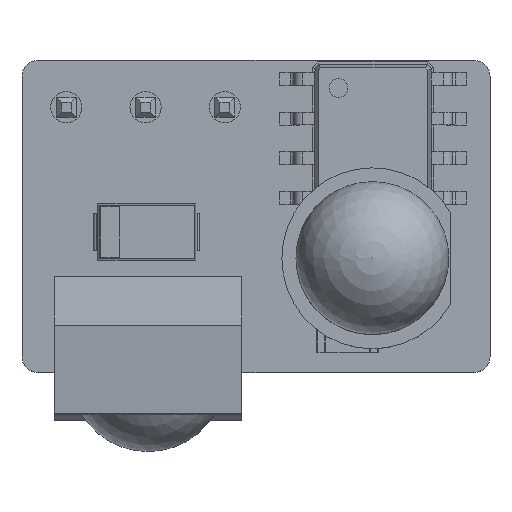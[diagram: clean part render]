
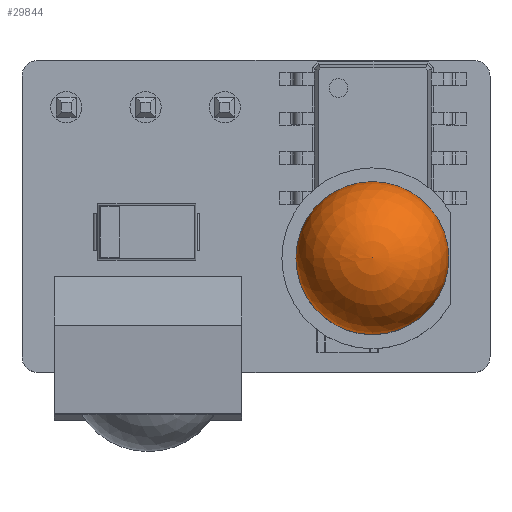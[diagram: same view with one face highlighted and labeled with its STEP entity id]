
A CAD part, top view. The second image highlights one B-rep face of the part: STEP entity #29844.
In plain terms, the highlighted spherical face has radius 2.45 mm.
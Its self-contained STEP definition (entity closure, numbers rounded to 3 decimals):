
#29844 = ADVANCED_FACE('',(#29845),#29860,.T.);
#29845 = FACE_BOUND('',#29846,.T.);
#29846 = EDGE_LOOP('',(#29847,#29922,#29923));
#29847 = ORIENTED_EDGE('',*,*,#29848,.T.);
#29848 = EDGE_CURVE('',#29849,#29851,#29853,.T.);
#29849 = VERTEX_POINT('',#29850);
#29850 = CARTESIAN_POINT('',(3.72,0.,9.15));
#29851 = VERTEX_POINT('',#29852);
#29852 = CARTESIAN_POINT('',(1.27,0.,11.6));
#29853 = SEAM_CURVE('',#29854,(#29859,#29893),.PCURVE_S1.);
#29854 = CIRCLE('',#29855,2.45);
#29855 = AXIS2_PLACEMENT_3D('',#29856,#29857,#29858);
#29856 = CARTESIAN_POINT('',(1.27,0.,9.15));
#29857 = DIRECTION('',(0.,-1.,0.));
#29858 = DIRECTION('',(1.,0.,0.));
#29859 = PCURVE('',#29860,#29865);
#29860 = SPHERICAL_SURFACE('',#29861,2.45);
#29861 = AXIS2_PLACEMENT_3D('',#29862,#29863,#29864);
#29862 = CARTESIAN_POINT('',(1.27,0.,9.15));
#29863 = DIRECTION('',(0.,0.,1.));
#29864 = DIRECTION('',(1.,0.,0.));
#29865 = DEFINITIONAL_REPRESENTATION('',(#29866),#29892);
#29866 = B_SPLINE_CURVE_WITH_KNOTS('',3,(#29867,#29868,#29869,#29870,
    #29871,#29872,#29873,#29874,#29875,#29876,#29877,#29878,#29879,
    #29880,#29881,#29882,#29883,#29884,#29885,#29886,#29887,#29888,
    #29889,#29890,#29891),.UNSPECIFIED.,.F.,.F.,(4,1,1,1,1,1,1,1,1,1,1,1
    ,1,1,1,1,1,1,1,1,1,1,4),(0.,0.071,0.143,
    0.214,0.286,0.357,0.428,
    0.5,0.571,0.643,0.714,
    0.785,0.857,0.928,1.,
    1.071,1.142,1.214,1.285,
    1.357,1.428,1.499,1.571),
  .QUASI_UNIFORM_KNOTS.);
#29867 = CARTESIAN_POINT('',(6.283,0.));
#29868 = CARTESIAN_POINT('',(6.283,0.024));
#29869 = CARTESIAN_POINT('',(6.283,0.071));
#29870 = CARTESIAN_POINT('',(6.283,0.143));
#29871 = CARTESIAN_POINT('',(6.283,0.214));
#29872 = CARTESIAN_POINT('',(6.283,0.286));
#29873 = CARTESIAN_POINT('',(6.283,0.357));
#29874 = CARTESIAN_POINT('',(6.283,0.428));
#29875 = CARTESIAN_POINT('',(6.283,0.5));
#29876 = CARTESIAN_POINT('',(6.283,0.571));
#29877 = CARTESIAN_POINT('',(6.283,0.643));
#29878 = CARTESIAN_POINT('',(6.283,0.714));
#29879 = CARTESIAN_POINT('',(6.283,0.785));
#29880 = CARTESIAN_POINT('',(6.283,0.857));
#29881 = CARTESIAN_POINT('',(6.283,0.928));
#29882 = CARTESIAN_POINT('',(6.283,1.));
#29883 = CARTESIAN_POINT('',(6.283,1.071));
#29884 = CARTESIAN_POINT('',(6.283,1.142));
#29885 = CARTESIAN_POINT('',(6.283,1.214));
#29886 = CARTESIAN_POINT('',(6.283,1.285));
#29887 = CARTESIAN_POINT('',(6.283,1.357));
#29888 = CARTESIAN_POINT('',(6.283,1.428));
#29889 = CARTESIAN_POINT('',(6.283,1.499));
#29890 = CARTESIAN_POINT('',(6.283,1.547));
#29891 = CARTESIAN_POINT('',(6.283,1.571));
#29892 = ( GEOMETRIC_REPRESENTATION_CONTEXT(2) 
PARAMETRIC_REPRESENTATION_CONTEXT() REPRESENTATION_CONTEXT('2D SPACE',''
  ) );
#29893 = PCURVE('',#29860,#29894);
#29894 = DEFINITIONAL_REPRESENTATION('',(#29895),#29921);
#29895 = B_SPLINE_CURVE_WITH_KNOTS('',3,(#29896,#29897,#29898,#29899,
    #29900,#29901,#29902,#29903,#29904,#29905,#29906,#29907,#29908,
    #29909,#29910,#29911,#29912,#29913,#29914,#29915,#29916,#29917,
    #29918,#29919,#29920),.UNSPECIFIED.,.F.,.F.,(4,1,1,1,1,1,1,1,1,1,1,1
    ,1,1,1,1,1,1,1,1,1,1,4),(0.,0.071,0.143,
    0.214,0.286,0.357,0.428,
    0.5,0.571,0.643,0.714,
    0.785,0.857,0.928,1.,
    1.071,1.142,1.214,1.285,
    1.357,1.428,1.499,1.571),
  .QUASI_UNIFORM_KNOTS.);
#29896 = CARTESIAN_POINT('',(0.,0.));
#29897 = CARTESIAN_POINT('',(0.,0.024));
#29898 = CARTESIAN_POINT('',(0.,0.071));
#29899 = CARTESIAN_POINT('',(0.,0.143));
#29900 = CARTESIAN_POINT('',(0.,0.214));
#29901 = CARTESIAN_POINT('',(0.,0.286));
#29902 = CARTESIAN_POINT('',(0.,0.357));
#29903 = CARTESIAN_POINT('',(0.,0.428));
#29904 = CARTESIAN_POINT('',(0.,0.5));
#29905 = CARTESIAN_POINT('',(0.,0.571));
#29906 = CARTESIAN_POINT('',(0.,0.643));
#29907 = CARTESIAN_POINT('',(0.,0.714));
#29908 = CARTESIAN_POINT('',(0.,0.785));
#29909 = CARTESIAN_POINT('',(0.,0.857));
#29910 = CARTESIAN_POINT('',(0.,0.928));
#29911 = CARTESIAN_POINT('',(0.,1.));
#29912 = CARTESIAN_POINT('',(0.,1.071));
#29913 = CARTESIAN_POINT('',(0.,1.142));
#29914 = CARTESIAN_POINT('',(0.,1.214));
#29915 = CARTESIAN_POINT('',(0.,1.285));
#29916 = CARTESIAN_POINT('',(0.,1.357));
#29917 = CARTESIAN_POINT('',(0.,1.428));
#29918 = CARTESIAN_POINT('',(0.,1.499));
#29919 = CARTESIAN_POINT('',(0.,1.547));
#29920 = CARTESIAN_POINT('',(0.,1.571));
#29921 = ( GEOMETRIC_REPRESENTATION_CONTEXT(2) 
PARAMETRIC_REPRESENTATION_CONTEXT() REPRESENTATION_CONTEXT('2D SPACE',''
  ) );
#29922 = ORIENTED_EDGE('',*,*,#29848,.F.);
#29923 = ORIENTED_EDGE('',*,*,#29924,.F.);
#29924 = EDGE_CURVE('',#29849,#29849,#29925,.T.);
#29925 = SURFACE_CURVE('',#29926,(#29931,#29938),.PCURVE_S1.);
#29926 = CIRCLE('',#29927,2.45);
#29927 = AXIS2_PLACEMENT_3D('',#29928,#29929,#29930);
#29928 = CARTESIAN_POINT('',(1.27,0.,9.15));
#29929 = DIRECTION('',(0.,0.,-1.));
#29930 = DIRECTION('',(1.,0.,0.));
#29931 = PCURVE('',#29860,#29932);
#29932 = DEFINITIONAL_REPRESENTATION('',(#29933),#29937);
#29933 = LINE('',#29934,#29935);
#29934 = CARTESIAN_POINT('',(6.283,0.));
#29935 = VECTOR('',#29936,1.);
#29936 = DIRECTION('',(-1.,0.));
#29937 = ( GEOMETRIC_REPRESENTATION_CONTEXT(2) 
PARAMETRIC_REPRESENTATION_CONTEXT() REPRESENTATION_CONTEXT('2D SPACE',''
  ) );
#29938 = PCURVE('',#29939,#29944);
#29939 = CYLINDRICAL_SURFACE('',#29940,2.45);
#29940 = AXIS2_PLACEMENT_3D('',#29941,#29942,#29943);
#29941 = CARTESIAN_POINT('',(1.27,0.,9.15));
#29942 = DIRECTION('',(0.,0.,-1.));
#29943 = DIRECTION('',(1.,0.,0.));
#29944 = DEFINITIONAL_REPRESENTATION('',(#29945),#29949);
#29945 = LINE('',#29946,#29947);
#29946 = CARTESIAN_POINT('',(0.,0.));
#29947 = VECTOR('',#29948,1.);
#29948 = DIRECTION('',(1.,0.));
#29949 = ( GEOMETRIC_REPRESENTATION_CONTEXT(2) 
PARAMETRIC_REPRESENTATION_CONTEXT() REPRESENTATION_CONTEXT('2D SPACE',''
  ) );
